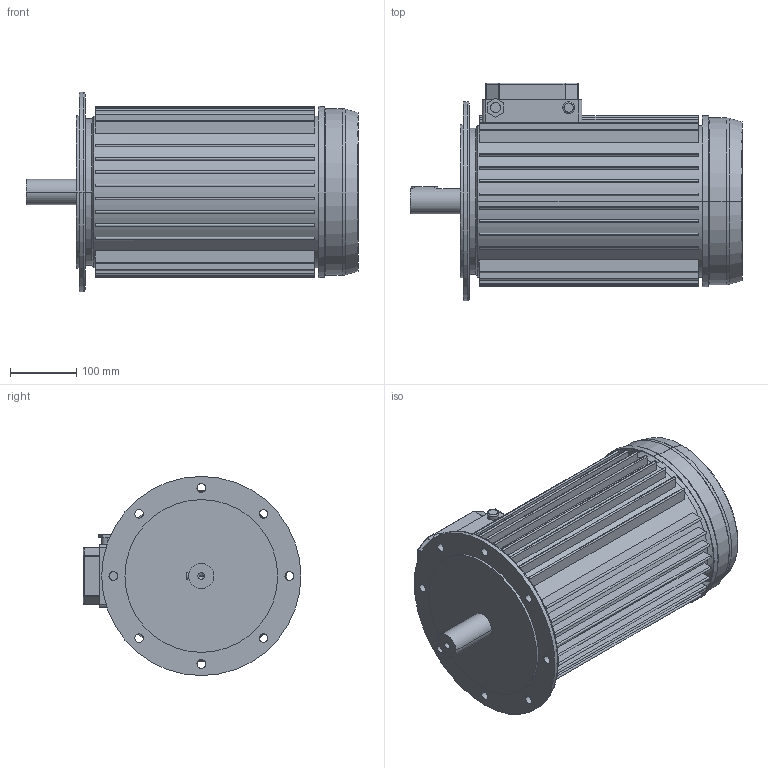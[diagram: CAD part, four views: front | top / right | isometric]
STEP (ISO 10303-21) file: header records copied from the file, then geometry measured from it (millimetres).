
FILE_DESCRIPTION (( 'STEP AP214' ), '1' );
FILE_NAME ('Motor 132-M con brida B5.STEP', '2009-04-29T08:06:20', ( 'Enginy' ), ( 'Usuario' ), 'SwSTEP 2.0', 'SolidWorks 2009', '' );
FILE_SCHEMA (( 'AUTOMOTIVE_DESIGN' ));
Length unit declared in the file: millimetre
Products named in the file (4): Cuerpo 132-M (para brida B-5 , B-14); Brida B-5 para motores 132; Tapa 132 (para bridas B-5 y B-14); Motor 132-M con brida B5
Assembly tree (3 placements, depth 2):
  Motor 132-M con brida B5
    Cuerpo 132-M (para brida B-5 , B-14)
    Tapa 132 (para bridas B-5 y B-14)
    Brida B-5 para motores 132
Bounding box: 500 x 328 x 300 mm (x, y, z)
Volume: 18039772.6 mm3; surface area: 1034763.3 mm2
Topology: 3 solids, 3 shells, 640 faces, 1739 edges, 1135 vertices
Faces by surface type: plane 494, cylinder 106, cone 16, torus 16, sphere 8
Entity records: 20548 total; most frequent: CARTESIAN_POINT 3658, ORIENTED_EDGE 3458, DIRECTION 3341, EDGE_CURVE 1729, LINE 1393, VECTOR 1393, VERTEX_POINT 1135, AXIS2_PLACEMENT_3D 974
